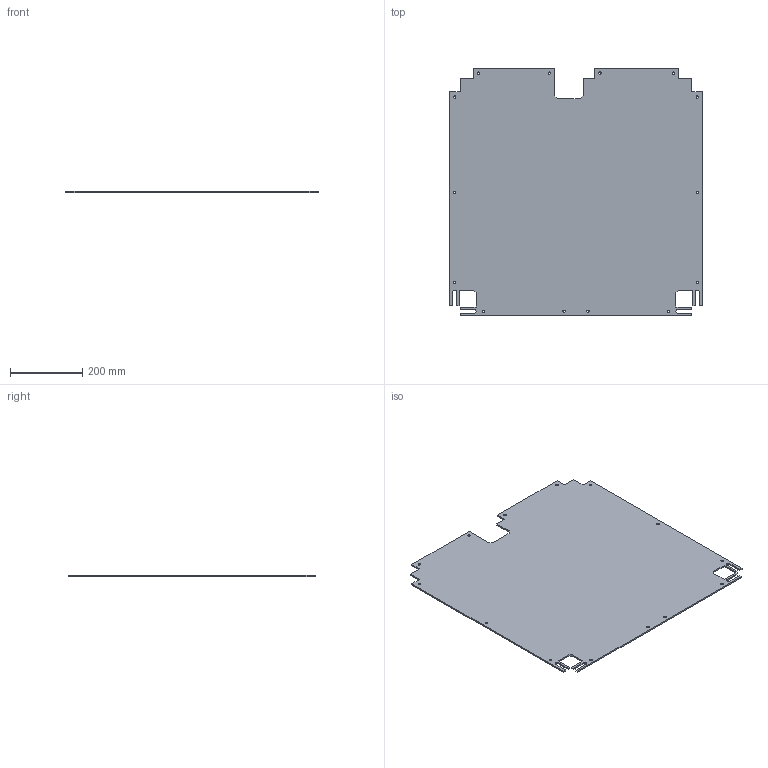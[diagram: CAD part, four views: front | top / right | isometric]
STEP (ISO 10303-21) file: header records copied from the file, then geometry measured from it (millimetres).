
FILE_DESCRIPTION (( 'STEP AP203' ), '1' );
FILE_NAME ('panel_base_500_no_latch.step', '2021-12-16T20:42:28', ( '' ), ( '' ), 'SwSTEP 2.0', 'SolidWorks 2021', '' );
FILE_SCHEMA (( 'CONFIG_CONTROL_DESIGN' ));
Length unit declared in the file: millimetre
Products named in the file (1): panel_base_500_no_latch
Bounding box: 698 x 684.5 x 4 mm (x, y, z)
Volume: 1824925.2 mm3; surface area: 928034 mm2
Topology: 1 solids, 1 shells, 80 faces, 234 edges, 156 vertices
Faces by surface type: plane 48, cylinder 32
Entity records: 2795 total; most frequent: CARTESIAN_POINT 471, ORIENTED_EDGE 468, DIRECTION 460, EDGE_CURVE 234, VECTOR 170, LINE 170, VERTEX_POINT 156, AXIS2_PLACEMENT_3D 145
